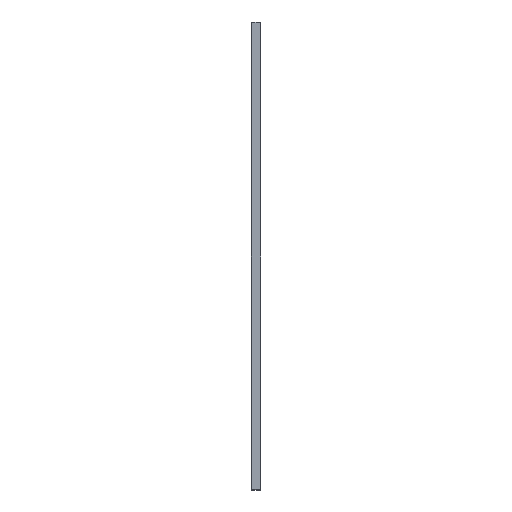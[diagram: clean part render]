
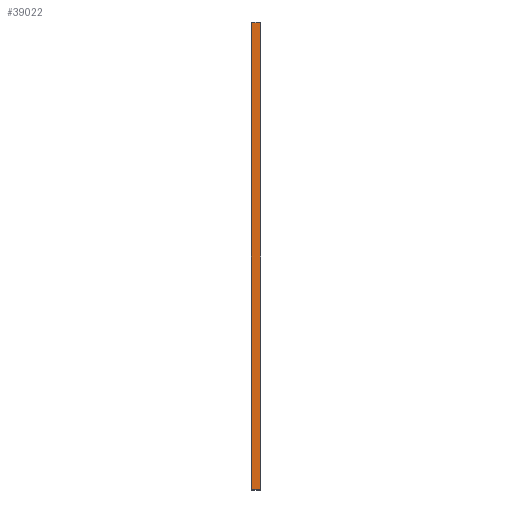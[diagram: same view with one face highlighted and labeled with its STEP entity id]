
A CAD part, left-side view. The second image highlights one B-rep face of the part: STEP entity #39022.
In plain terms, the highlighted planar face has unit normal (-1, 0, 0).
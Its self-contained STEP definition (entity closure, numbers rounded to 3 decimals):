
#603 = VERTEX_POINT ( 'NONE', #17581 ) ;
#604 = VERTEX_POINT ( 'NONE', #17584 ) ;
#605 = VERTEX_POINT ( 'NONE', #17585 ) ;
#606 = VERTEX_POINT ( 'NONE', #17588 ) ;
#1010 = EDGE_LOOP ( 'NONE', ( #38090, #38094, #38093, #38095 ) ) ;
#6308 = LINE ( 'NONE', #6310, #32037 ) ;
#6310 = CARTESIAN_POINT ( 'NONE',  ( -300., 12.7, -299. ) ) ;
#6312 = DIRECTION ( 'NONE',  ( 0., -1., 0. ) ) ;
#6314 = LINE ( 'NONE', #6315, #32038 ) ;
#6315 = CARTESIAN_POINT ( 'NONE',  ( -300., 11.7, -300. ) ) ;
#6317 = DIRECTION ( 'NONE',  ( 0., 0., -1. ) ) ;
#6319 = LINE ( 'NONE', #6321, #32039 ) ;
#6321 = CARTESIAN_POINT ( 'NONE',  ( -300., 1., 300. ) ) ;
#6323 = DIRECTION ( 'NONE',  ( 0., 0., 1. ) ) ;
#6324 = LINE ( 'NONE', #6326, #32040 ) ;
#6326 = CARTESIAN_POINT ( 'NONE',  ( -300., 12.7, 299. ) ) ;
#6328 = DIRECTION ( 'NONE',  ( 0., 1., 0. ) ) ;
#9883 = AXIS2_PLACEMENT_3D ( 'NONE', #11702, #11703, #11704 ) ;
#9888 = FACE_OUTER_BOUND ( 'NONE', #1010, .T. ) ;
#11701 = PLANE ( 'NONE',  #9883 ) ;
#11702 = CARTESIAN_POINT ( 'NONE',  ( -300., 12.7, -300. ) ) ;
#11703 = DIRECTION ( 'NONE',  ( 1., 0., 0. ) ) ;
#11704 = DIRECTION ( 'NONE',  ( 0., 0., -1. ) ) ;
#17581 = CARTESIAN_POINT ( 'NONE',  ( -300., 11.7, 299. ) ) ;
#17584 = CARTESIAN_POINT ( 'NONE',  ( -300., 11.7, -299. ) ) ;
#17585 = CARTESIAN_POINT ( 'NONE',  ( -300., 1., -299. ) ) ;
#17588 = CARTESIAN_POINT ( 'NONE',  ( -300., 1., 299. ) ) ;
#32037 = VECTOR ( 'NONE', #6312, 1000. ) ;
#32038 = VECTOR ( 'NONE', #6317, 1000. ) ;
#32039 = VECTOR ( 'NONE', #6323, 1000. ) ;
#32040 = VECTOR ( 'NONE', #6328, 1000. ) ;
#38090 = ORIENTED_EDGE ( 'NONE', *, *, #38556, .T. ) ;
#38093 = ORIENTED_EDGE ( 'NONE', *, *, #38557, .T. ) ;
#38094 = ORIENTED_EDGE ( 'NONE', *, *, #38555, .T. ) ;
#38095 = ORIENTED_EDGE ( 'NONE', *, *, #38558, .T. ) ;
#38555 = EDGE_CURVE ( 'NONE', #604, #605, #6308, .T. ) ;
#38556 = EDGE_CURVE ( 'NONE', #603, #604, #6314, .T. ) ;
#38557 = EDGE_CURVE ( 'NONE', #605, #606, #6319, .T. ) ;
#38558 = EDGE_CURVE ( 'NONE', #606, #603, #6324, .T. ) ;
#39022 = ADVANCED_FACE ( 'NONE', ( #9888 ), #11701, .F. ) ;
